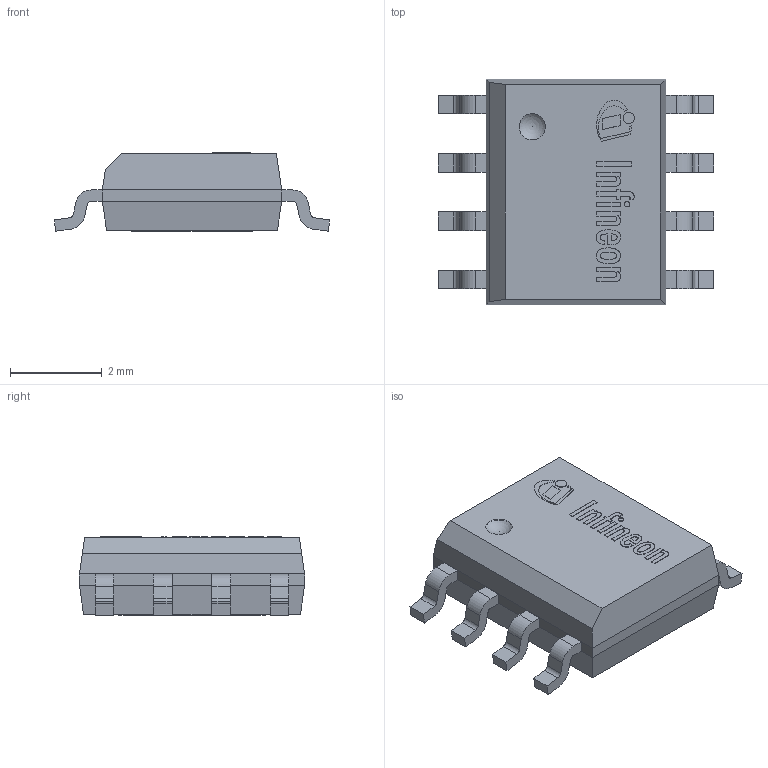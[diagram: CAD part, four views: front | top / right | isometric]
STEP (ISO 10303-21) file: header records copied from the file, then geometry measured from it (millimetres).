
FILE_DESCRIPTION(/* description */ (''),/* implementation_level */ '2;1');
FILE_NAME(/* name */ 'PG-DSO-8-52_Z8B00124727_V03_3D.stp',/* time_stamp */ '2025-06-03T17:07:05+05:30',/* author */ ('sivamani'),/* organization */ (''),/* preprocessor_version */ 'ST-DEVELOPER v19.2',/* originating_system */ 'AutoCAD Mechanical',/* authorisation */ '');
FILE_SCHEMA (('AUTOMOTIVE_DESIGN { 1 0 10303 214 3 1 1 }'));
Length unit declared in the file: millimetre
Products named in the file (1): Product
Bounding box: 6 x 4.9 x 1.71 mm (x, y, z)
Volume: 33.7 mm3; surface area: 178.1 mm2
Topology: 25 solids, 25 shells, 353 faces, 912 edges, 607 vertices
Faces by surface type: plane 200, cylinder 150, sphere 3
Full cylindrical faces by diameter (mm): 0.121 x1, 0.249 x1, 0.571 x2
Entity records: 10843 total; most frequent: DIRECTION 1920, CARTESIAN_POINT 1870, ORIENTED_EDGE 1818, EDGE_CURVE 909, AXIS2_PLACEMENT_3D 657, VERTEX_POINT 607, LINE 606, VECTOR 606
